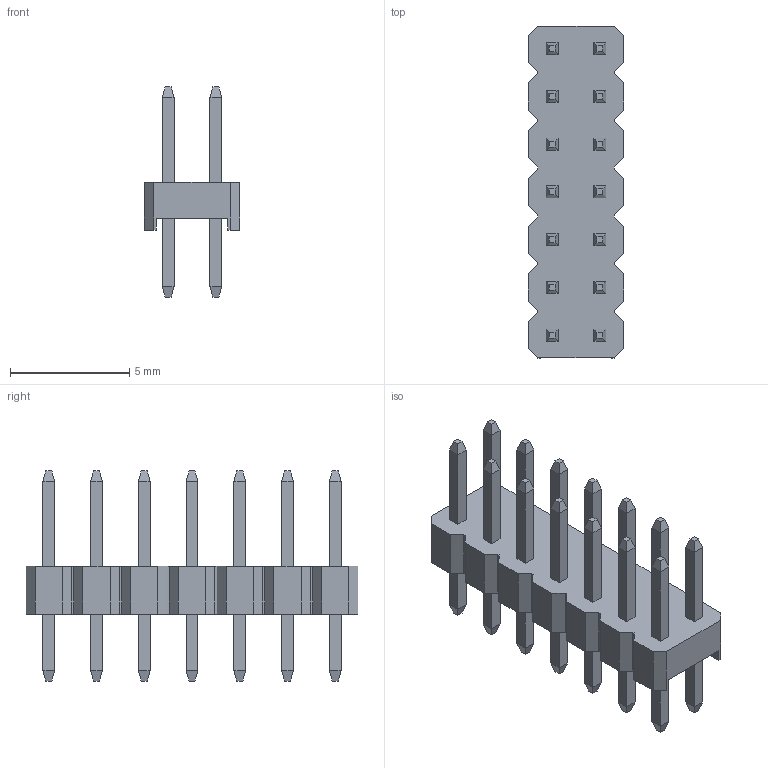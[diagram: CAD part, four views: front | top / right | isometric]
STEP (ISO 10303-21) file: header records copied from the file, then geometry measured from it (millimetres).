
FILE_DESCRIPTION(('FreeCAD Model'),'2;1');
FILE_NAME('pin_header_a-sl200-dg-g14d.step', '2017-03-12T08:50:02',('Author'),(''), 'Open CASCADE STEP processor 6.8','FreeCAD','Unknown');
FILE_SCHEMA(('AUTOMOTIVE_DESIGN_CC2 { 1 2 10303 214 -1 1 5 4 }'));
Length unit declared in the file: millimetre
Products named in the file (2): ASSEMBLY; pin_header_a-sl200-dg-g14d
Assembly tree (1 placements, depth 2):
  ASSEMBLY
    pin_header_a-sl200-dg-g14d
Bounding box: 4 x 13.9 x 8.8 mm (x, y, z)
Volume: 109.4 mm3; surface area: 388.8 mm2
Topology: 1 solids, 1 shells, 314 faces, 740 edges, 456 vertices
Faces by surface type: plane 314
Entity records: 20517 total; most frequent: CARTESIAN_POINT 2992, DIRECTION 2852, LINE 2220, VECTOR 2220, ORIENTED_EDGE 1480, PCURVE 1480, DEFINITIONAL_REPRESENTATION 1480, EDGE_CURVE 740
